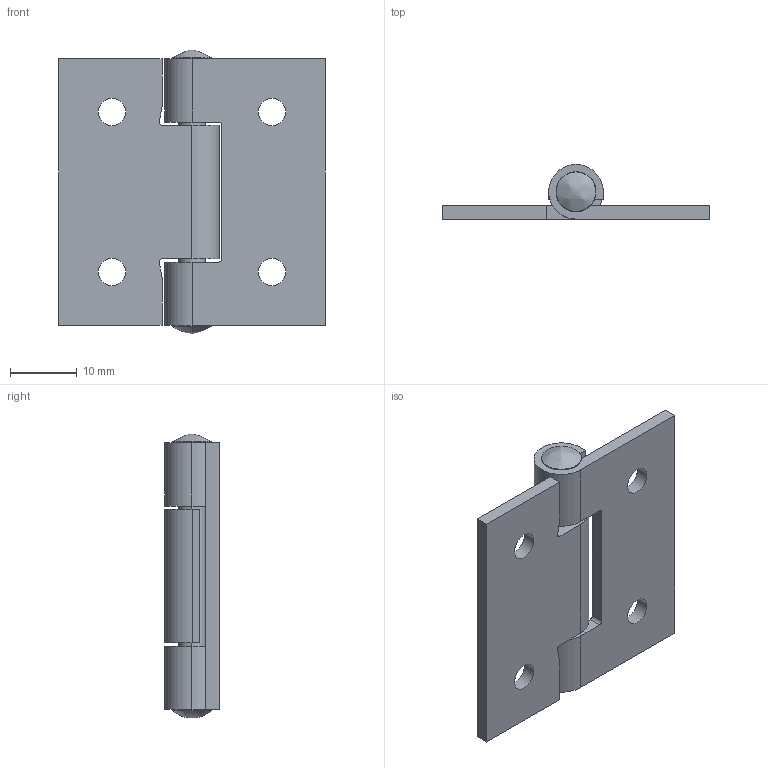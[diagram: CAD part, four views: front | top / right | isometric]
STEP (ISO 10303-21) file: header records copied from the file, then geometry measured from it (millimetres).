
FILE_DESCRIPTION (( 'STEP AP203' ), '1' );
FILE_NAME ('462535684_c_1.STEP', '2022-10-19T16:22:20', ( '' ), ( '' ), 'SwSTEP 2.0', 'SolidWorks 2014', '' );
FILE_SCHEMA (( 'CONFIG_CONTROL_DESIGN' ));
Length unit declared in the file: millimetre
Products named in the file (1): 462535684_c_1
Bounding box: 40 x 8.2 x 42.59 mm (x, y, z)
Volume: 4493.7 mm3; surface area: 5339.4 mm2
Topology: 3 solids, 3 shells, 71 faces, 185 edges, 122 vertices
Faces by surface type: plane 30, cylinder 26, bspline 15
Entity records: 2640 total; most frequent: CARTESIAN_POINT 816, ORIENTED_EDGE 370, DIRECTION 362, EDGE_CURVE 185, AXIS2_PLACEMENT_3D 132, VERTEX_POINT 122, LINE 98, VECTOR 98
